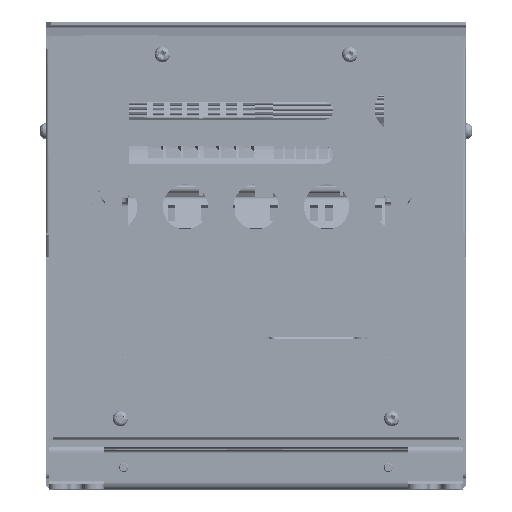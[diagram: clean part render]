
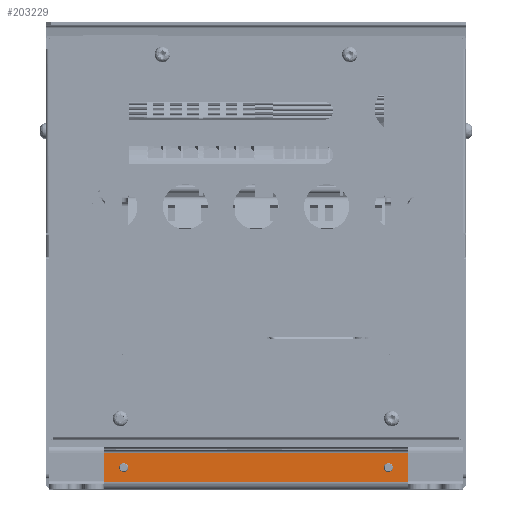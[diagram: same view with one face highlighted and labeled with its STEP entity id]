
A CAD part, top view. The second image highlights one B-rep face of the part: STEP entity #203229.
In plain terms, the highlighted planar face has unit normal (0, 0, 1).
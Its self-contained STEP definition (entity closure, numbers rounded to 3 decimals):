
#2166=FACE_BOUND('',#32748,.T.);
#2167=FACE_BOUND('',#32749,.T.);
#9738=PLANE('',#215646);
#21575=FACE_OUTER_BOUND('',#32747,.T.);
#32747=EDGE_LOOP('',(#166249,#166250,#166251,#166252,#166253,#166254));
#32748=EDGE_LOOP('',(#166255));
#32749=EDGE_LOOP('',(#166256));
#40319=CIRCLE('',#215647,2.);
#40320=CIRCLE('',#215648,2.);
#52484=LINE('',#351284,#72441);
#52563=LINE('',#351480,#72520);
#54026=LINE('',#355170,#73983);
#54188=LINE('',#355556,#74145);
#54193=LINE('',#355571,#74150);
#54194=LINE('',#355572,#74151);
#72441=VECTOR('',#246131,2.48);
#72520=VECTOR('',#246252,2.48);
#73983=VECTOR('',#249841,2.48);
#74145=VECTOR('',#250217,10.);
#74150=VECTOR('',#250240,2.48);
#74151=VECTOR('',#250241,10.);
#93098=VERTEX_POINT('',#351281);
#93099=VERTEX_POINT('',#351283);
#93194=VERTEX_POINT('',#351477);
#93195=VERTEX_POINT('',#351479);
#94359=VERTEX_POINT('',#355168);
#94476=VERTEX_POINT('',#355554);
#94478=VERTEX_POINT('',#355573);
#94479=VERTEX_POINT('',#355575);
#117481=EDGE_CURVE('',#93099,#93098,#52484,.T.);
#117579=EDGE_CURVE('',#93194,#93195,#52563,.T.);
#119456=EDGE_CURVE('',#94359,#93194,#54026,.T.);
#119651=EDGE_CURVE('',#94359,#94476,#54188,.T.);
#119659=EDGE_CURVE('',#94476,#93099,#54193,.T.);
#119660=EDGE_CURVE('',#93098,#93195,#54194,.T.);
#119661=EDGE_CURVE('',#94478,#94478,#40319,.T.);
#119662=EDGE_CURVE('',#94479,#94479,#40320,.T.);
#166249=ORIENTED_EDGE('',*,*,#119651,.T.);
#166250=ORIENTED_EDGE('',*,*,#119659,.T.);
#166251=ORIENTED_EDGE('',*,*,#117481,.T.);
#166252=ORIENTED_EDGE('',*,*,#119660,.T.);
#166253=ORIENTED_EDGE('',*,*,#117579,.F.);
#166254=ORIENTED_EDGE('',*,*,#119456,.F.);
#166255=ORIENTED_EDGE('',*,*,#119661,.T.);
#166256=ORIENTED_EDGE('',*,*,#119662,.T.);
#203229=ADVANCED_FACE('',(#21575,#2166,#2167),#9738,.F.);
#215646=AXIS2_PLACEMENT_3D('',#355570,#250238,#250239);
#215647=AXIS2_PLACEMENT_3D('',#355574,#250242,#250243);
#215648=AXIS2_PLACEMENT_3D('',#355576,#250244,#250245);
#246131=DIRECTION('',(0.,1.,0.));
#246252=DIRECTION('',(0.,1.,0.));
#249841=DIRECTION('',(0.,1.,0.));
#250217=DIRECTION('',(1.,0.,0.));
#250238=DIRECTION('center_axis',(0.,0.,
-1.));
#250239=DIRECTION('ref_axis',(0.,1.,0.));
#250240=DIRECTION('',(0.,1.,0.));
#250241=DIRECTION('',(-1.,0.,0.));
#250242=DIRECTION('center_axis',(0.,0.,
-1.));
#250243=DIRECTION('ref_axis',(0.962,-0.273,0.));
#250244=DIRECTION('center_axis',(0.,0.,
-1.));
#250245=DIRECTION('ref_axis',(0.962,-0.273,0.));
#351281=CARTESIAN_POINT('',(189.,16.4,-268.));
#351283=CARTESIAN_POINT('',(189.,4.8,-268.));
#351284=CARTESIAN_POINT('',(189.,24.191,-268.));
#351477=CARTESIAN_POINT('',(1.,4.8,-268.));
#351479=CARTESIAN_POINT('',(1.,16.4,-268.));
#351480=CARTESIAN_POINT('',(1.,24.191,-268.));
#355168=CARTESIAN_POINT('',(1.,3.6,-268.));
#355170=CARTESIAN_POINT('',(1.,24.191,-268.));
#355554=CARTESIAN_POINT('',(189.,3.6,-268.));
#355556=CARTESIAN_POINT('',(48.,3.6,-268.));
#355570=CARTESIAN_POINT('Origin',(95.,10.148,-268.));
#355571=CARTESIAN_POINT('',(189.,24.191,-268.));
#355572=CARTESIAN_POINT('',(95.,16.4,-268.));
#355573=CARTESIAN_POINT('',(33.076,10.547,-268.));
#355574=CARTESIAN_POINT('Origin',(35.,10.,-268.));
#355575=CARTESIAN_POINT('',(153.076,10.547,-268.));
#355576=CARTESIAN_POINT('Origin',(155.,10.,-268.));
